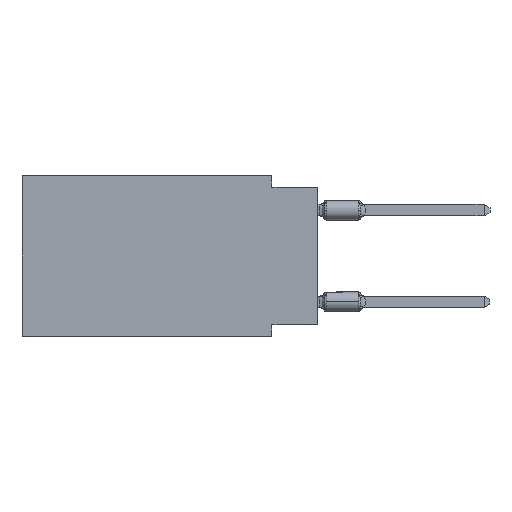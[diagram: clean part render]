
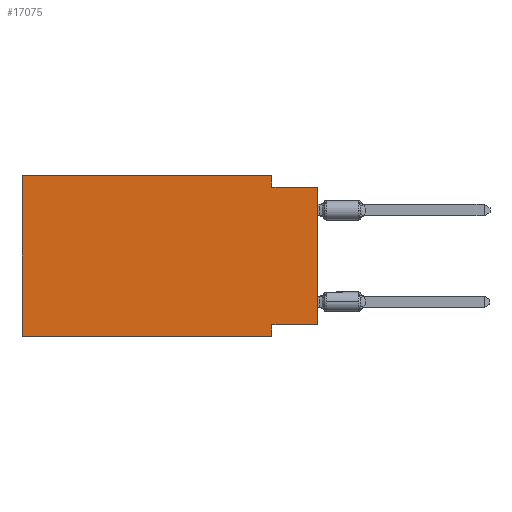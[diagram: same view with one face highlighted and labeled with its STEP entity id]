
A CAD part, left-side view. The second image highlights one B-rep face of the part: STEP entity #17075.
In plain terms, the highlighted planar face has unit normal (-1, 0, 0).
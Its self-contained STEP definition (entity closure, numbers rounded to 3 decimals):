
#243 = VERTEX_POINT ( 'NONE', #17881 ) ;
#253 = EDGE_CURVE ( 'NONE', #4642, #4804, #1880, .T. ) ;
#322 = CARTESIAN_POINT ( 'NONE',  ( 0., 0., -8.255 ) ) ;
#334 = EDGE_LOOP ( 'NONE', ( #6259, #19442, #11434, #8056, #10898, #16617, #8665, #22913 ) ) ;
#438 = LINE ( 'NONE', #16427, #13134 ) ;
#577 = DIRECTION ( 'NONE',  ( 0., -1., 0. ) ) ;
#789 = EDGE_CURVE ( 'NONE', #10757, #4642, #4314, .T. ) ;
#854 = CARTESIAN_POINT ( 'NONE',  ( 0., 0., -8.255 ) ) ;
#1202 = EDGE_CURVE ( 'NONE', #8605, #9168, #2176, .T. ) ;
#1207 = EDGE_CURVE ( 'NONE', #243, #9168, #438, .T. ) ;
#1314 = LINE ( 'NONE', #15321, #6367 ) ;
#1497 = FACE_OUTER_BOUND ( 'NONE', #334, .T. ) ;
#1880 = LINE ( 'NONE', #22941, #6743 ) ;
#2176 = LINE ( 'NONE', #16661, #10149 ) ;
#2567 = VECTOR ( 'NONE', #4780, 1000. ) ;
#3265 = CARTESIAN_POINT ( 'NONE',  ( 0., 2.54, -8.89 ) ) ;
#3922 = EDGE_CURVE ( 'NONE', #7007, #20136, #4656, .T. ) ;
#4019 = CARTESIAN_POINT ( 'NONE',  ( 0., 2.54, 0. ) ) ;
#4314 = LINE ( 'NONE', #5737, #19809 ) ;
#4642 = VERTEX_POINT ( 'NONE', #4019 ) ;
#4656 = LINE ( 'NONE', #9905, #10992 ) ;
#4780 = DIRECTION ( 'NONE',  ( 0., 0., 1. ) ) ;
#4784 = CARTESIAN_POINT ( 'NONE',  ( 0., 16.383, 0. ) ) ;
#4804 = VERTEX_POINT ( 'NONE', #20790 ) ;
#5737 = CARTESIAN_POINT ( 'NONE',  ( 0., 16.383, 0. ) ) ;
#6259 = ORIENTED_EDGE ( 'NONE', *, *, #3922, .T. ) ;
#6367 = VECTOR ( 'NONE', #8441, 1000. ) ;
#6563 = CARTESIAN_POINT ( 'NONE',  ( 0., 0., -0.635 ) ) ;
#6743 = VECTOR ( 'NONE', #14049, 1000. ) ;
#7007 = VERTEX_POINT ( 'NONE', #854 ) ;
#7318 = LINE ( 'NONE', #17496, #2567 ) ;
#7574 = EDGE_CURVE ( 'NONE', #7007, #243, #12704, .T. ) ;
#7901 = VECTOR ( 'NONE', #17531, 1000. ) ;
#8056 = ORIENTED_EDGE ( 'NONE', *, *, #789, .F. ) ;
#8441 = DIRECTION ( 'NONE',  ( 0., -1., 0. ) ) ;
#8605 = VERTEX_POINT ( 'NONE', #21643 ) ;
#8635 = EDGE_CURVE ( 'NONE', #4804, #20136, #1314, .T. ) ;
#8665 = ORIENTED_EDGE ( 'NONE', *, *, #1207, .F. ) ;
#9168 = VERTEX_POINT ( 'NONE', #3265 ) ;
#9195 = DIRECTION ( 'NONE',  ( 0., 0., -1. ) ) ;
#9418 = CARTESIAN_POINT ( 'NONE',  ( 0., 16.383, 0. ) ) ;
#9905 = CARTESIAN_POINT ( 'NONE',  ( 0., 0., 0. ) ) ;
#10149 = VECTOR ( 'NONE', #13045, 1000. ) ;
#10757 = VERTEX_POINT ( 'NONE', #9418 ) ;
#10898 = ORIENTED_EDGE ( 'NONE', *, *, #15827, .F. ) ;
#10992 = VECTOR ( 'NONE', #11425, 1000. ) ;
#11425 = DIRECTION ( 'NONE',  ( 0., 0., 1. ) ) ;
#11434 = ORIENTED_EDGE ( 'NONE', *, *, #253, .F. ) ;
#12704 = LINE ( 'NONE', #322, #7901 ) ;
#13045 = DIRECTION ( 'NONE',  ( 0., -1., 0. ) ) ;
#13134 = VECTOR ( 'NONE', #9195, 1000. ) ;
#13669 = DIRECTION ( 'NONE',  ( 1., 0., 0. ) ) ;
#14009 = DIRECTION ( 'NONE',  ( 0., 0., -1. ) ) ;
#14049 = DIRECTION ( 'NONE',  ( 0., 0., -1. ) ) ;
#15321 = CARTESIAN_POINT ( 'NONE',  ( 0., 0., -0.635 ) ) ;
#15827 = EDGE_CURVE ( 'NONE', #8605, #10757, #7318, .T. ) ;
#16137 = AXIS2_PLACEMENT_3D ( 'NONE', #4784, #13669, #14009 ) ;
#16427 = CARTESIAN_POINT ( 'NONE',  ( 0., 2.54, -8.89 ) ) ;
#16617 = ORIENTED_EDGE ( 'NONE', *, *, #1202, .T. ) ;
#16661 = CARTESIAN_POINT ( 'NONE',  ( 0., 16.383, -8.89 ) ) ;
#17075 = ADVANCED_FACE ( 'NONE', ( #1497 ), #17626, .F. ) ;
#17496 = CARTESIAN_POINT ( 'NONE',  ( 0., 16.383, 0. ) ) ;
#17531 = DIRECTION ( 'NONE',  ( 0., 1., 0. ) ) ;
#17626 = PLANE ( 'NONE',  #16137 ) ;
#17881 = CARTESIAN_POINT ( 'NONE',  ( 0., 2.54, -8.255 ) ) ;
#19442 = ORIENTED_EDGE ( 'NONE', *, *, #8635, .F. ) ;
#19809 = VECTOR ( 'NONE', #577, 1000. ) ;
#20136 = VERTEX_POINT ( 'NONE', #6563 ) ;
#20790 = CARTESIAN_POINT ( 'NONE',  ( 0., 2.54, -0.635 ) ) ;
#21643 = CARTESIAN_POINT ( 'NONE',  ( 0., 16.383, -8.89 ) ) ;
#22913 = ORIENTED_EDGE ( 'NONE', *, *, #7574, .F. ) ;
#22941 = CARTESIAN_POINT ( 'NONE',  ( 0., 2.54, 0. ) ) ;
